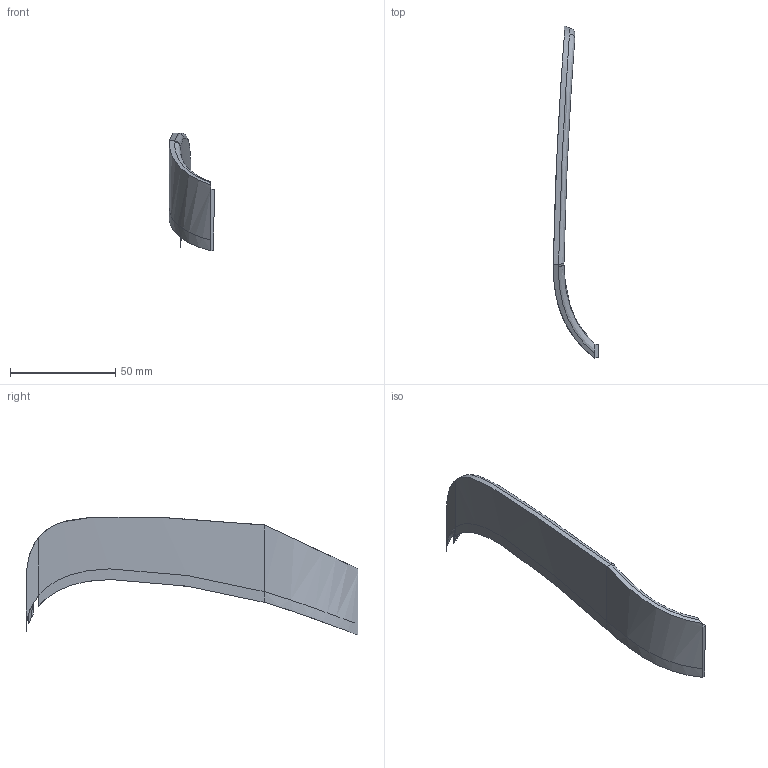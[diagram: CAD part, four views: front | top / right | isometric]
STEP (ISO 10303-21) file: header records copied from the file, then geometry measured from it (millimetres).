
FILE_DESCRIPTION (( 'STEP AP214' ), '1' );
FILE_NAME ('BevelRight.STEP', '2013-06-13T20:11:11', ( '' ), ( '' ), 'SwSTEP 2.0', 'SolidWorks 2012', '' );
FILE_SCHEMA (( 'AUTOMOTIVE_DESIGN' ));
Length unit declared in the file: inch
Products named in the file (1): BevelRight
Bounding box: 21.64 x 157.83 x 55.93 mm (x, y, z)
Volume: 23747.5 mm3; surface area: 12738.7 mm2
Topology: 1 solids, 1 shells, 42 faces, 107 edges, 67 vertices
Faces by surface type: bspline 26, plane 15, cylinder 1
Entity records: 3091 total; most frequent: CARTESIAN_POINT 2286, ORIENTED_EDGE 214, EDGE_CURVE 107, B_SPLINE_CURVE_WITH_KNOTS 82, VERTEX_POINT 67, DIRECTION 59, EDGE_LOOP 42, ADVANCED_FACE 42
